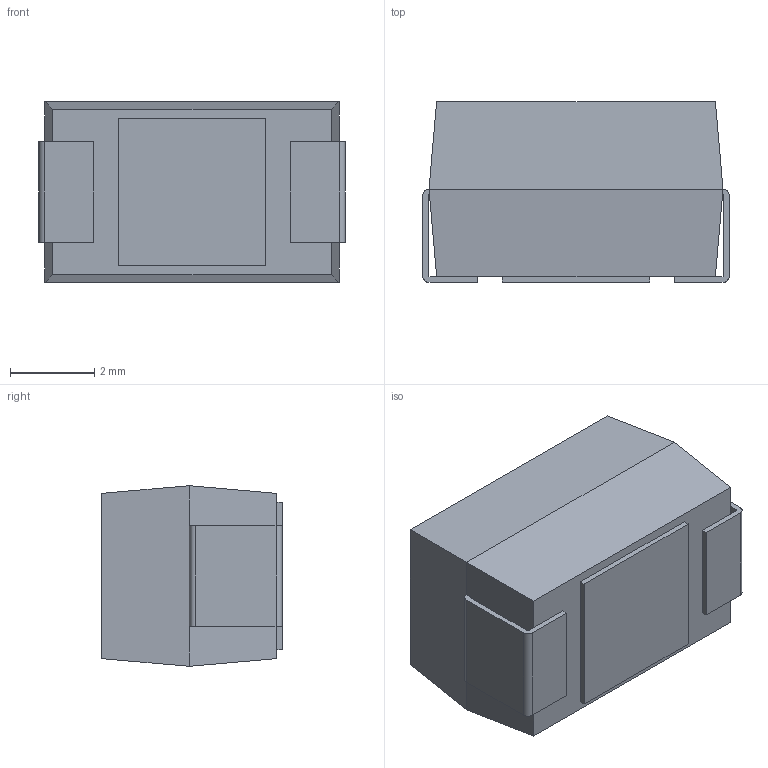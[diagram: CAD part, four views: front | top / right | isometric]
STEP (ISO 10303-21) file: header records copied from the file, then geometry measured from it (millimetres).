
FILE_DESCRIPTION (( 'STEP AP214' ), '1' );
FILE_NAME ('T489X477K006AHE200.STEP', '2021-10-21T20:19:05', ( '' ), ( '' ), 'SwSTEP 2.0', 'SolidWorks 2020', '' );
FILE_SCHEMA (( 'AUTOMOTIVE_DESIGN' ));
Length unit declared in the file: millimetre
Products named in the file (1): T489X477K006AHE200
Bounding box: 7.3 x 4.3 x 4.3 mm (x, y, z)
Volume: 120.8 mm3; surface area: 192.1 mm2
Topology: 5 solids, 5 shells, 77 faces, 184 edges, 120 vertices
Faces by surface type: plane 63, cylinder 14
Entity records: 2272 total; most frequent: CARTESIAN_POINT 382, DIRECTION 368, ORIENTED_EDGE 368, EDGE_CURVE 184, LINE 156, VECTOR 156, VERTEX_POINT 120, AXIS2_PLACEMENT_3D 106
